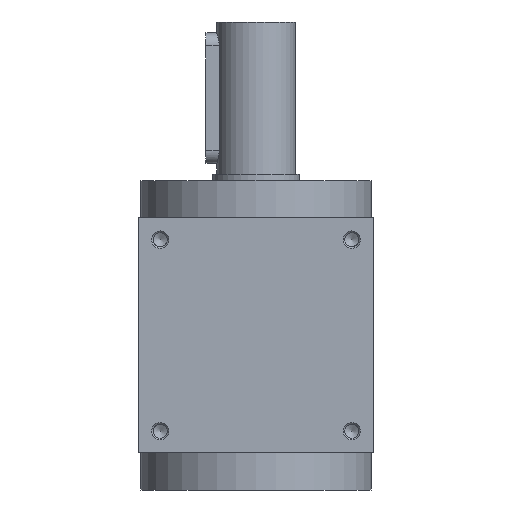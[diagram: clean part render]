
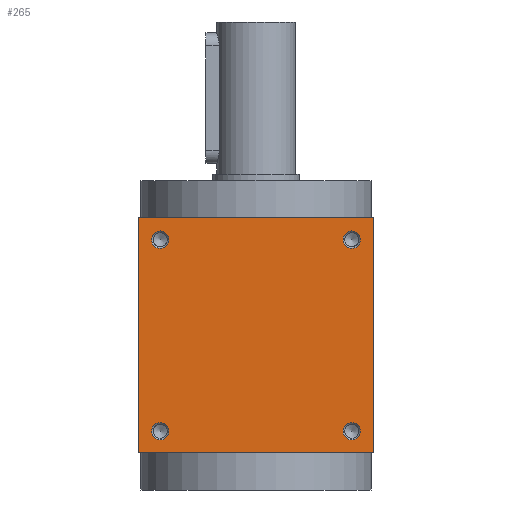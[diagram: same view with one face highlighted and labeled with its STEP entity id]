
A CAD part, left-side view. The second image highlights one B-rep face of the part: STEP entity #265.
In plain terms, the highlighted face is planar.
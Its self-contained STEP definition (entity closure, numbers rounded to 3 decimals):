
#265 = ADVANCED_FACE( '', ( #627, #628, #629, #630, #631 ), #632, .F. );
#627 = FACE_BOUND( '', #1209, .T. );
#628 = FACE_BOUND( '', #1210, .T. );
#629 = FACE_BOUND( '', #1211, .T. );
#630 = FACE_BOUND( '', #1212, .T. );
#631 = FACE_OUTER_BOUND( '', #1213, .T. );
#632 = PLANE( '', #1214 );
#1209 = EDGE_LOOP( '', ( #1840 ) );
#1210 = EDGE_LOOP( '', ( #1841 ) );
#1211 = EDGE_LOOP( '', ( #1842 ) );
#1212 = EDGE_LOOP( '', ( #1843 ) );
#1213 = EDGE_LOOP( '', ( #1844, #1845, #1846, #1847 ) );
#1214 = AXIS2_PLACEMENT_3D( '', #1848, #1849, #1850 );
#1840 = ORIENTED_EDGE( '', *, *, #2821, .F. );
#1841 = ORIENTED_EDGE( '', *, *, #2822, .T. );
#1842 = ORIENTED_EDGE( '', *, *, #2823, .F. );
#1843 = ORIENTED_EDGE( '', *, *, #2824, .T. );
#1844 = ORIENTED_EDGE( '', *, *, #2762, .F. );
#1845 = ORIENTED_EDGE( '', *, *, #2825, .F. );
#1846 = ORIENTED_EDGE( '', *, *, #2826, .F. );
#1847 = ORIENTED_EDGE( '', *, *, #2827, .F. );
#1848 = CARTESIAN_POINT( '', ( 0., 0., -27. ) );
#1849 = DIRECTION( '', ( 0., 0., 1. ) );
#1850 = DIRECTION( '', ( 1., 0., 0. ) );
#2762 = EDGE_CURVE( '', #3170, #3171, #3172, .T. );
#2821 = EDGE_CURVE( '', #3260, #3260, #3261, .T. );
#2822 = EDGE_CURVE( '', #3262, #3262, #3263, .T. );
#2823 = EDGE_CURVE( '', #3264, #3264, #3265, .T. );
#2824 = EDGE_CURVE( '', #3266, #3266, #3267, .T. );
#2825 = EDGE_CURVE( '', #3268, #3170, #3269, .T. );
#2826 = EDGE_CURVE( '', #3270, #3268, #3271, .T. );
#2827 = EDGE_CURVE( '', #3171, #3270, #3272, .T. );
#3170 = VERTEX_POINT( '', #3726 );
#3171 = VERTEX_POINT( '', #3727 );
#3172 = LINE( '', #3728, #3729 );
#3260 = VERTEX_POINT( '', #3824 );
#3261 = CIRCLE( '', #3825, 2. );
#3262 = VERTEX_POINT( '', #3826 );
#3263 = CIRCLE( '', #3827, 2. );
#3264 = VERTEX_POINT( '', #3828 );
#3265 = CIRCLE( '', #3829, 2. );
#3266 = VERTEX_POINT( '', #3830 );
#3267 = CIRCLE( '', #3831, 2. );
#3268 = VERTEX_POINT( '', #3832 );
#3269 = LINE( '', #3833, #3834 );
#3270 = VERTEX_POINT( '', #3835 );
#3271 = LINE( '', #3836, #3837 );
#3272 = LINE( '', #3838, #3839 );
#3726 = CARTESIAN_POINT( '', ( -27., 27., -27. ) );
#3727 = CARTESIAN_POINT( '', ( -27., -27., -27. ) );
#3728 = CARTESIAN_POINT( '', ( -27., 27., -27. ) );
#3729 = VECTOR( '', #4439, 1000. );
#3824 = CARTESIAN_POINT( '', ( -24., 22., -27. ) );
#3825 = AXIS2_PLACEMENT_3D( '', #4534, #4535, #4536 );
#3826 = CARTESIAN_POINT( '', ( 24., 22., -27. ) );
#3827 = AXIS2_PLACEMENT_3D( '', #4537, #4538, #4539 );
#3828 = CARTESIAN_POINT( '', ( -24., -22., -27. ) );
#3829 = AXIS2_PLACEMENT_3D( '', #4540, #4541, #4542 );
#3830 = CARTESIAN_POINT( '', ( 24., -22., -27. ) );
#3831 = AXIS2_PLACEMENT_3D( '', #4543, #4544, #4545 );
#3832 = CARTESIAN_POINT( '', ( 27., 27., -27. ) );
#3833 = CARTESIAN_POINT( '', ( 27., 27., -27. ) );
#3834 = VECTOR( '', #4546, 1000. );
#3835 = CARTESIAN_POINT( '', ( 27., -27., -27. ) );
#3836 = CARTESIAN_POINT( '', ( 27., -27., -27. ) );
#3837 = VECTOR( '', #4547, 1000. );
#3838 = CARTESIAN_POINT( '', ( -27., -27., -27. ) );
#3839 = VECTOR( '', #4548, 1000. );
#4439 = DIRECTION( '', ( 0., -1., 0. ) );
#4534 = CARTESIAN_POINT( '', ( -22., 22., -27. ) );
#4535 = DIRECTION( '', ( 0., 0., -1. ) );
#4536 = DIRECTION( '', ( -1., 0., 0. ) );
#4537 = CARTESIAN_POINT( '', ( 22., 22., -27. ) );
#4538 = DIRECTION( '', ( 0., 0., 1. ) );
#4539 = DIRECTION( '', ( 1., 0., 0. ) );
#4540 = CARTESIAN_POINT( '', ( -22., -22., -27. ) );
#4541 = DIRECTION( '', ( 0., 0., -1. ) );
#4542 = DIRECTION( '', ( -1., 0., 0. ) );
#4543 = CARTESIAN_POINT( '', ( 22., -22., -27. ) );
#4544 = DIRECTION( '', ( 0., 0., 1. ) );
#4545 = DIRECTION( '', ( 1., 0., 0. ) );
#4546 = DIRECTION( '', ( -1., 0., 0. ) );
#4547 = DIRECTION( '', ( 0., 1., 0. ) );
#4548 = DIRECTION( '', ( 1., 0., 0. ) );
